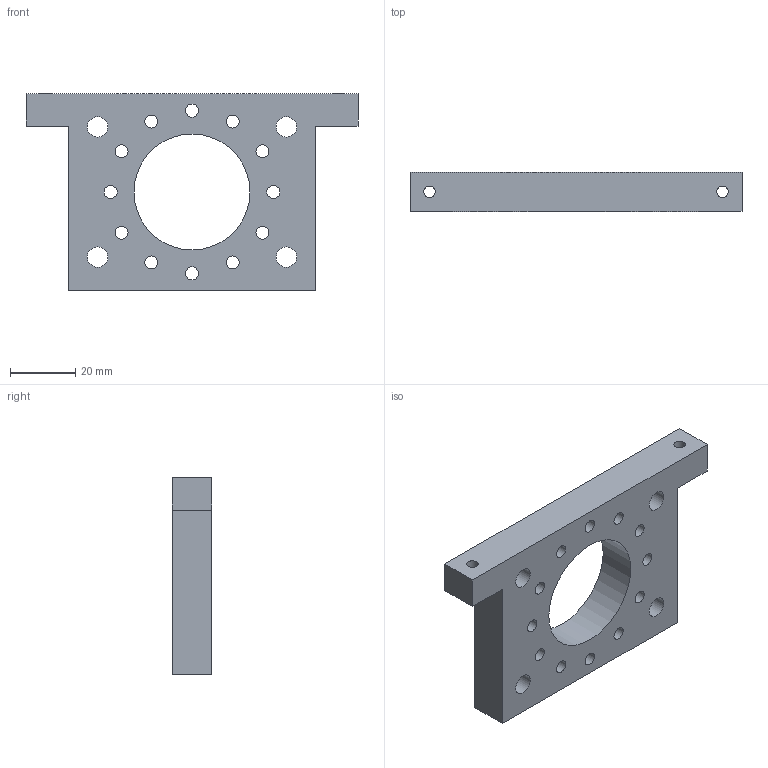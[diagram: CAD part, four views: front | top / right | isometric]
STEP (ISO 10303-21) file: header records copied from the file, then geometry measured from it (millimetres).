
FILE_DESCRIPTION(/* description */ (''),/* implementation_level */ '2;1');
FILE_NAME(/* name */ 'End rail mount.step',/* time_stamp */ '2018-11-08T23:17:48-05:00',/* author */ ('will.donaldson22'),/* organization */ (''),/* preprocessor_version */ 'ST-DEVELOPER v17.2',/* originating_system */ 'Autodesk Translation Framework v7.6.0.251',/* authorisation */ '');
FILE_SCHEMA (('AUTOMOTIVE_DESIGN { 1 0 10303 214 3 1 1 }'));
Length unit declared in the file: millimetre
Products named in the file (1): End rail mount
Bounding box: 102 x 12 x 60.5 mm (x, y, z)
Volume: 42711.8 mm3; surface area: 15353.9 mm2
Topology: 1 solids, 1 shells, 31 faces, 89 edges, 60 vertices
Faces by surface type: cylinder 19, plane 10, cone 2
Full cylindrical faces by diameter (mm): 3.5 x2, 4 x12, 6.3 x4, 35.6 x1
Entity records: 1159 total; most frequent: DIRECTION 197, CARTESIAN_POINT 181, ORIENTED_EDGE 178, EDGE_CURVE 89, AXIS2_PLACEMENT_3D 76, EDGE_LOOP 69, VERTEX_POINT 60, LINE 45
